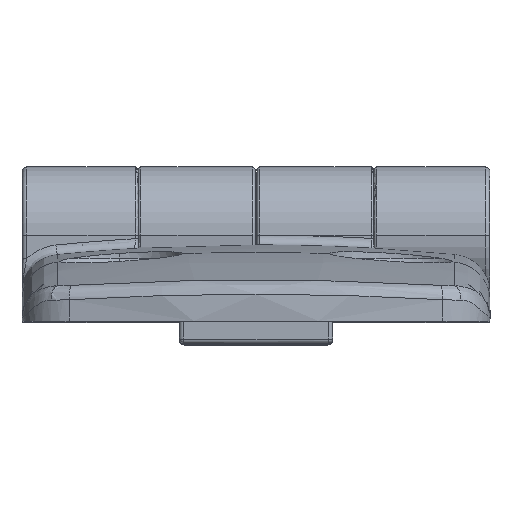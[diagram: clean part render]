
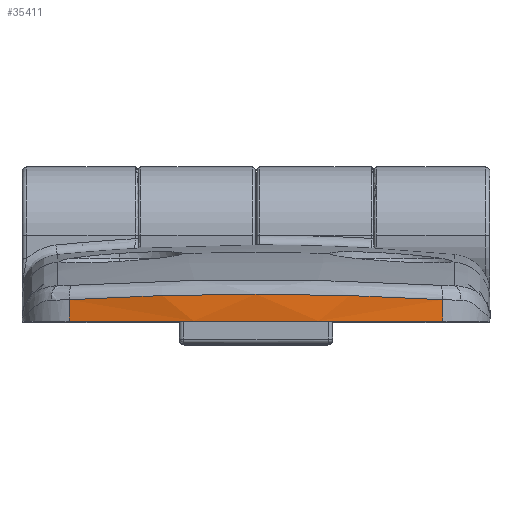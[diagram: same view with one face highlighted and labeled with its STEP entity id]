
A CAD part, top view. The second image highlights one B-rep face of the part: STEP entity #35411.
In plain terms, the highlighted cylindrical face has radius 100 mm (diameter 200 mm), a partial arc.
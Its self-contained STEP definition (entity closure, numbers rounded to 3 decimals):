
#481 = DIRECTION ( 'NONE',  ( 1., 0., 0. ) ) ;
#684 = VERTEX_POINT ( 'NONE', #11399 ) ;
#2527 = EDGE_CURVE ( 'NONE', #19969, #21172, #27314, .T. ) ;
#2584 = EDGE_CURVE ( 'NONE', #21172, #6744, #3248, .T. ) ;
#3146 = LINE ( 'NONE', #33937, #10574 ) ;
#3248 = B_SPLINE_CURVE_WITH_KNOTS ( 'NONE', 3,
 ( #31028, #20806, #15591, #15477 ),
 .UNSPECIFIED., .F., .F.,
 ( 4, 4 ),
 ( 0., 1. ),
 .UNSPECIFIED. ) ;
#4965 = EDGE_CURVE ( 'NONE', #684, #6744, #3146, .T. ) ;
#5311 = CYLINDRICAL_SURFACE ( 'NONE', #11620, 100. ) ;
#6744 = VERTEX_POINT ( 'NONE', #34630 ) ;
#10017 = DIRECTION ( 'NONE',  ( 0., -1., 0. ) ) ;
#10358 = VECTOR ( 'NONE', #18431, 1000. ) ;
#10574 = VECTOR ( 'NONE', #28367, 1000. ) ;
#11056 = VERTEX_POINT ( 'NONE', #11411 ) ;
#11399 = CARTESIAN_POINT ( 'NONE',  ( -19.149, 0., 55.649 ) ) ;
#11411 = CARTESIAN_POINT ( 'NONE',  ( 19.149, 0., 55.649 ) ) ;
#11620 = AXIS2_PLACEMENT_3D ( 'NONE', #25286, #27952, #481 ) ;
#12000 = ORIENTED_EDGE ( 'NONE', *, *, #2527, .T. ) ;
#12103 = CARTESIAN_POINT ( 'NONE',  ( 19.149, 2.194, 55.65 ) ) ;
#12165 = EDGE_LOOP ( 'NONE', ( #31417, #18019, #14942, #12000, #35859 ) ) ;
#12950 = CARTESIAN_POINT ( 'NONE',  ( 6.413, 2.751, 57.5 ) ) ;
#13187 = CARTESIAN_POINT ( 'NONE',  ( 12.835, 2.565, 56.881 ) ) ;
#13649 = EDGE_CURVE ( 'NONE', #11056, #684, #33741, .T. ) ;
#14915 = CARTESIAN_POINT ( 'NONE',  ( 0., 2.751, 57.5 ) ) ;
#14942 = ORIENTED_EDGE ( 'NONE', *, *, #31736, .T. ) ;
#15477 = CARTESIAN_POINT ( 'NONE',  ( -19.149, 2.194, 55.65 ) ) ;
#15591 = CARTESIAN_POINT ( 'NONE',  ( -12.836, 2.565, 56.881 ) ) ;
#18019 = ORIENTED_EDGE ( 'NONE', *, *, #13649, .F. ) ;
#18431 = DIRECTION ( 'NONE',  ( 0., 1., 0. ) ) ;
#19969 = VERTEX_POINT ( 'NONE', #29095 ) ;
#20806 = CARTESIAN_POINT ( 'NONE',  ( -6.413, 2.751, 57.5 ) ) ;
#21172 = VERTEX_POINT ( 'NONE', #30436 ) ;
#25286 = CARTESIAN_POINT ( 'NONE',  ( 0., 7.9, -42.5 ) ) ;
#26407 = CARTESIAN_POINT ( 'NONE',  ( 0., 0., -42.5 ) ) ;
#27314 = B_SPLINE_CURVE_WITH_KNOTS ( 'NONE', 3,
 ( #12103, #13187, #12950, #14915 ),
 .UNSPECIFIED., .F., .F.,
 ( 4, 4 ),
 ( 0., 1. ),
 .UNSPECIFIED. ) ;
#27952 = DIRECTION ( 'NONE',  ( 0., -1., 0. ) ) ;
#28367 = DIRECTION ( 'NONE',  ( 0., 1., 0. ) ) ;
#28463 = AXIS2_PLACEMENT_3D ( 'NONE', #26407, #10017, #29193 ) ;
#29095 = CARTESIAN_POINT ( 'NONE',  ( 19.149, 2.194, 55.65 ) ) ;
#29193 = DIRECTION ( 'NONE',  ( 1., 0., 0. ) ) ;
#29815 = FACE_OUTER_BOUND ( 'NONE', #12165, .T. ) ;
#30436 = CARTESIAN_POINT ( 'NONE',  ( 0., 2.751, 57.5 ) ) ;
#31028 = CARTESIAN_POINT ( 'NONE',  ( 0., 2.751, 57.5 ) ) ;
#31370 = LINE ( 'NONE', #34937, #10358 ) ;
#31417 = ORIENTED_EDGE ( 'NONE', *, *, #4965, .F. ) ;
#31736 = EDGE_CURVE ( 'NONE', #11056, #19969, #31370, .T. ) ;
#33741 = CIRCLE ( 'NONE', #28463, 100. ) ;
#33937 = CARTESIAN_POINT ( 'NONE',  ( -19.149, 15.9, 55.649 ) ) ;
#34630 = CARTESIAN_POINT ( 'NONE',  ( -19.149, 2.194, 55.65 ) ) ;
#34937 = CARTESIAN_POINT ( 'NONE',  ( 19.149, 7.9, 55.649 ) ) ;
#35411 = ADVANCED_FACE ( 'NONE', ( #29815 ), #5311, .T. ) ;
#35859 = ORIENTED_EDGE ( 'NONE', *, *, #2584, .T. ) ;
